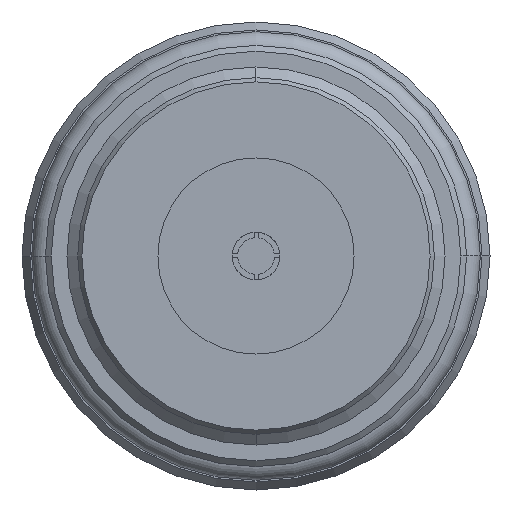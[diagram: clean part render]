
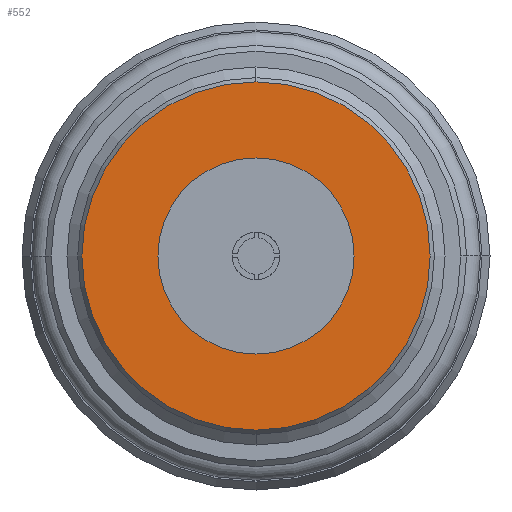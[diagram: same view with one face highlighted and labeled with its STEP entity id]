
A CAD part, left-side view. The second image highlights one B-rep face of the part: STEP entity #552.
In plain terms, the highlighted planar face has unit normal (-1, 0, 0).
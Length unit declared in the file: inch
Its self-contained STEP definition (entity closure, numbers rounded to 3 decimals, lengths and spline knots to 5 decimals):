
#37 = CARTESIAN_POINT ( 'NONE',  ( -0.82, 0., 0.165 ) ) ;
#124 = AXIS2_PLACEMENT_3D ( 'NONE', #3750, #4557, #2133 ) ;
#126 = DIRECTION ( 'NONE',  ( -1., 0., 0. ) ) ;
#283 = CIRCLE ( 'NONE', #721, 0.165 ) ;
#331 = AXIS2_PLACEMENT_3D ( 'NONE', #1910, #1506, #5197 ) ;
#552 = ADVANCED_FACE ( 'NONE', ( #4526, #5307 ), #1402, .T. ) ;
#591 = DIRECTION ( 'NONE',  ( -1., 0., 0. ) ) ;
#638 = DIRECTION ( 'NONE',  ( -1., 0., 0. ) ) ;
#703 = EDGE_CURVE ( 'NONE', #4585, #4449, #283, .T. ) ;
#721 = AXIS2_PLACEMENT_3D ( 'NONE', #4648, #126, #4262 ) ;
#929 = ORIENTED_EDGE ( 'NONE', *, *, #1266, .T. ) ;
#981 = ORIENTED_EDGE ( 'NONE', *, *, #2071, .F. ) ;
#1093 = CARTESIAN_POINT ( 'NONE',  ( -0.82, 0., -0.293 ) ) ;
#1100 = AXIS2_PLACEMENT_3D ( 'NONE', #3915, #638, #3934 ) ;
#1266 = EDGE_CURVE ( 'NONE', #4031, #1997, #1803, .T. ) ;
#1392 = DIRECTION ( 'NONE',  ( 0., 0., 1. ) ) ;
#1402 = PLANE ( 'NONE',  #1100 ) ;
#1506 = DIRECTION ( 'NONE',  ( -1., 0., 0. ) ) ;
#1785 = ORIENTED_EDGE ( 'NONE', *, *, #1862, .T. ) ;
#1803 = CIRCLE ( 'NONE', #3115, 0.293 ) ;
#1862 = EDGE_CURVE ( 'NONE', #1997, #4031, #4420, .T. ) ;
#1910 = CARTESIAN_POINT ( 'NONE',  ( -0.82, 0., 0. ) ) ;
#1997 = VERTEX_POINT ( 'NONE', #4318 ) ;
#2071 = EDGE_CURVE ( 'NONE', #4449, #4585, #2490, .T. ) ;
#2133 = DIRECTION ( 'NONE',  ( 0., 0., 1. ) ) ;
#2261 = CARTESIAN_POINT ( 'NONE',  ( -0.82, 0., 0. ) ) ;
#2490 = CIRCLE ( 'NONE', #331, 0.165 ) ;
#2607 = ORIENTED_EDGE ( 'NONE', *, *, #703, .F. ) ;
#2977 = EDGE_LOOP ( 'NONE', ( #2607, #981 ) ) ;
#3017 = EDGE_LOOP ( 'NONE', ( #929, #1785 ) ) ;
#3115 = AXIS2_PLACEMENT_3D ( 'NONE', #2261, #591, #1392 ) ;
#3436 = CARTESIAN_POINT ( 'NONE',  ( -0.82, 0., -0.165 ) ) ;
#3750 = CARTESIAN_POINT ( 'NONE',  ( -0.82, 0., 0. ) ) ;
#3915 = CARTESIAN_POINT ( 'NONE',  ( -0.82, 0., 0. ) ) ;
#3934 = DIRECTION ( 'NONE',  ( 0., 0., 1. ) ) ;
#4031 = VERTEX_POINT ( 'NONE', #1093 ) ;
#4262 = DIRECTION ( 'NONE',  ( 0., 0., 1. ) ) ;
#4318 = CARTESIAN_POINT ( 'NONE',  ( -0.82, 0., 0.293 ) ) ;
#4420 = CIRCLE ( 'NONE', #124, 0.293 ) ;
#4449 = VERTEX_POINT ( 'NONE', #3436 ) ;
#4526 = FACE_BOUND ( 'NONE', #2977, .T. ) ;
#4557 = DIRECTION ( 'NONE',  ( -1., 0., 0. ) ) ;
#4585 = VERTEX_POINT ( 'NONE', #37 ) ;
#4648 = CARTESIAN_POINT ( 'NONE',  ( -0.82, 0., 0. ) ) ;
#5197 = DIRECTION ( 'NONE',  ( 0., 0., 1. ) ) ;
#5307 = FACE_OUTER_BOUND ( 'NONE', #3017, .T. ) ;
